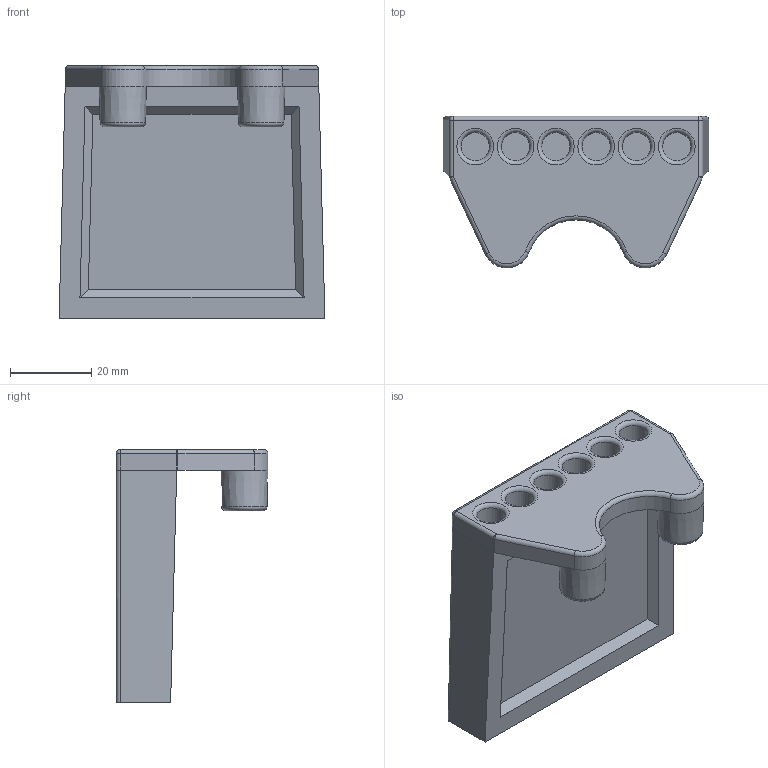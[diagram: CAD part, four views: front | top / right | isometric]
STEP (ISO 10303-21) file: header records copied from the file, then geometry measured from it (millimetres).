
FILE_DESCRIPTION(('FreeCAD Model'),'2;1');
FILE_NAME('Open CASCADE Shape Model','2021-11-08T18:39:32',('Author'),( ''),'Open CASCADE STEP processor 7.5','FreeCAD','Unknown');
FILE_SCHEMA(('AUTOMOTIVE_DESIGN { 1 0 10303 214 1 1 1 1 }'));
Length unit declared in the file: millimetre
Products named in the file (1): Fillet
Bounding box: 65.26 x 37.3 x 62 mm (x, y, z)
Volume: 43805.7 mm3; surface area: 22174.5 mm2
Topology: 1 solids, 1 shells, 69 faces, 144 edges, 80 vertices
Faces by surface type: plane 32, cylinder 20, torus 11, sphere 4, cone 2
Full cylindrical faces by diameter (mm): 7 x6
Entity records: 3577 total; most frequent: CARTESIAN_POINT 680, DIRECTION 553, ORIENTED_EDGE 280, PCURVE 280, DEFINITIONAL_REPRESENTATION 280, LINE 259, VECTOR 259, EDGE_CURVE 140
